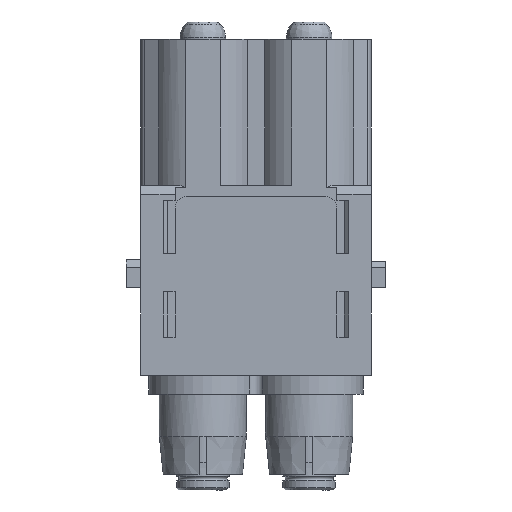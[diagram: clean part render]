
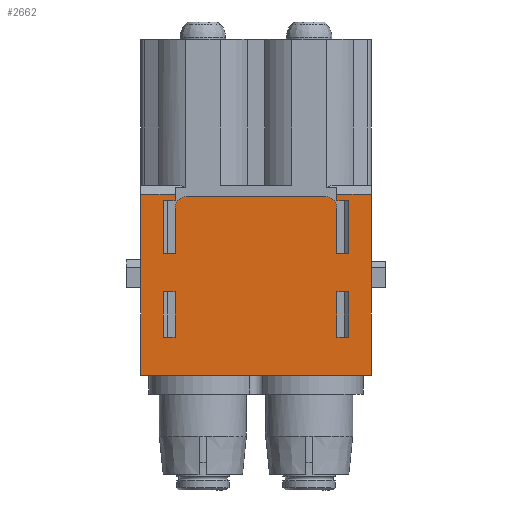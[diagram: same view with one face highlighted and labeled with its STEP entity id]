
A CAD part, left-side view. The second image highlights one B-rep face of the part: STEP entity #2662.
In plain terms, the highlighted planar face has unit normal (-1, 0, 0).
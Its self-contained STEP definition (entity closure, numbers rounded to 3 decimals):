
#2662=ADVANCED_FACE('',(#3153,#3154,#3155),#2939,.T.);
#2939=PLANE('',#9503);
#3153=FACE_BOUND('',#3435,.T.);
#3154=FACE_BOUND('',#3436,.T.);
#3155=FACE_BOUND('',#3437,.T.);
#3435=EDGE_LOOP('',(#4597,#4598,#4599,#4600,#4601,#4602,#4603,#4604,#4605,
#4606,#4607,#4608,#4609,#4610,#4611,#4612,#4613,#4614));
#3436=EDGE_LOOP('',(#4615,#4616,#4617,#4618));
#3437=EDGE_LOOP('',(#4619,#4620,#4621,#4622));
#4597=ORIENTED_EDGE('',*,*,#6447,.T.);
#4598=ORIENTED_EDGE('',*,*,#6231,.T.);
#4599=ORIENTED_EDGE('',*,*,#6228,.T.);
#4600=ORIENTED_EDGE('',*,*,#6223,.T.);
#4601=ORIENTED_EDGE('',*,*,#6219,.T.);
#4602=ORIENTED_EDGE('',*,*,#6216,.T.);
#4603=ORIENTED_EDGE('',*,*,#6117,.F.);
#4604=ORIENTED_EDGE('',*,*,#6448,.T.);
#4605=ORIENTED_EDGE('',*,*,#6196,.T.);
#4606=ORIENTED_EDGE('',*,*,#6203,.T.);
#4607=ORIENTED_EDGE('',*,*,#6187,.T.);
#4608=ORIENTED_EDGE('',*,*,#6191,.T.);
#4609=ORIENTED_EDGE('',*,*,#6182,.T.);
#4610=ORIENTED_EDGE('',*,*,#6192,.T.);
#4611=ORIENTED_EDGE('',*,*,#6449,.T.);
#4612=ORIENTED_EDGE('',*,*,#6450,.T.);
#4613=ORIENTED_EDGE('',*,*,#6451,.T.);
#4614=ORIENTED_EDGE('',*,*,#6452,.T.);
#4615=ORIENTED_EDGE('',*,*,#6165,.T.);
#4616=ORIENTED_EDGE('',*,*,#6453,.T.);
#4617=ORIENTED_EDGE('',*,*,#6161,.T.);
#4618=ORIENTED_EDGE('',*,*,#6164,.T.);
#4619=ORIENTED_EDGE('',*,*,#6011,.T.);
#4620=ORIENTED_EDGE('',*,*,#6454,.T.);
#4621=ORIENTED_EDGE('',*,*,#6016,.T.);
#4622=ORIENTED_EDGE('',*,*,#6007,.T.);
#5419=VERTEX_POINT('',#11904);
#5421=VERTEX_POINT('',#11908);
#5424=VERTEX_POINT('',#11916);
#5427=VERTEX_POINT('',#11925);
#5500=VERTEX_POINT('',#12133);
#5501=VERTEX_POINT('',#12137);
#5521=VERTEX_POINT('',#12231);
#5522=VERTEX_POINT('',#12233);
#5523=VERTEX_POINT('',#12237);
#5524=VERTEX_POINT('',#12241);
#5535=VERTEX_POINT('',#12278);
#5537=VERTEX_POINT('',#12282);
#5541=VERTEX_POINT('',#12293);
#5542=VERTEX_POINT('',#12295);
#5544=VERTEX_POINT('',#12304);
#5547=VERTEX_POINT('',#12311);
#5548=VERTEX_POINT('',#12313);
#5556=VERTEX_POINT('',#12353);
#5557=VERTEX_POINT('',#12358);
#5559=VERTEX_POINT('',#12364);
#5564=VERTEX_POINT('',#12378);
#5566=VERTEX_POINT('',#12383);
#5717=VERTEX_POINT('',#13140);
#5718=VERTEX_POINT('',#13143);
#5719=VERTEX_POINT('',#13145);
#5720=VERTEX_POINT('',#13147);
#6007=EDGE_CURVE('',#5419,#5421,#7430,.T.);
#6011=EDGE_CURVE('',#5421,#5424,#7434,.T.);
#6016=EDGE_CURVE('',#5427,#5419,#7439,.T.);
#6117=EDGE_CURVE('',#5501,#5500,#7521,.T.);
#6161=EDGE_CURVE('',#5522,#5521,#7560,.T.);
#6164=EDGE_CURVE('',#5521,#5523,#7563,.T.);
#6165=EDGE_CURVE('',#5523,#5524,#7564,.T.);
#6182=EDGE_CURVE('',#5535,#5537,#7576,.T.);
#6187=EDGE_CURVE('',#5542,#5541,#7581,.T.);
#6191=EDGE_CURVE('',#5541,#5535,#7585,.T.);
#6192=EDGE_CURVE('',#5537,#5544,#7586,.T.);
#6196=EDGE_CURVE('',#5548,#5547,#7590,.T.);
#6203=EDGE_CURVE('',#5547,#5542,#7597,.T.);
#6216=EDGE_CURVE('',#5556,#5500,#7606,.T.);
#6219=EDGE_CURVE('',#5557,#5556,#7609,.T.);
#6223=EDGE_CURVE('',#5559,#5557,#7613,.T.);
#6228=EDGE_CURVE('',#5564,#5559,#7618,.T.);
#6231=EDGE_CURVE('',#5566,#5564,#7621,.T.);
#6447=EDGE_CURVE('',#5717,#5566,#7703,.T.);
#6448=EDGE_CURVE('',#5501,#5548,#7704,.T.);
#6449=EDGE_CURVE('',#5544,#5718,#7705,.T.);
#6450=EDGE_CURVE('',#5718,#5719,#6953,.T.);
#6451=EDGE_CURVE('',#5719,#5720,#7706,.T.);
#6452=EDGE_CURVE('',#5720,#5717,#6954,.T.);
#6453=EDGE_CURVE('',#5524,#5522,#7707,.T.);
#6454=EDGE_CURVE('',#5424,#5427,#7708,.T.);
#6953=CIRCLE('',#9501,1.5);
#6954=CIRCLE('',#9502,1.5);
#7430=LINE('',#11909,#8110);
#7434=LINE('',#11917,#8114);
#7439=LINE('',#11927,#8119);
#7521=LINE('',#12138,#8201);
#7560=LINE('',#12232,#8240);
#7563=LINE('',#12238,#8243);
#7564=LINE('',#12240,#8244);
#7576=LINE('',#12283,#8256);
#7581=LINE('',#12294,#8261);
#7585=LINE('',#12301,#8265);
#7586=LINE('',#12303,#8266);
#7590=LINE('',#12312,#8270);
#7597=LINE('',#12323,#8277);
#7606=LINE('',#12355,#8286);
#7609=LINE('',#12361,#8289);
#7613=LINE('',#12369,#8293);
#7618=LINE('',#12379,#8298);
#7621=LINE('',#12385,#8301);
#7703=LINE('',#13139,#8383);
#7704=LINE('',#13141,#8384);
#7705=LINE('',#13142,#8385);
#7706=LINE('',#13146,#8386);
#7707=LINE('',#13149,#8387);
#7708=LINE('',#13150,#8388);
#8110=VECTOR('',#9950,1.);
#8114=VECTOR('',#9956,1.);
#8119=VECTOR('',#9965,1.);
#8201=VECTOR('',#10141,1.);
#8240=VECTOR('',#10234,1.);
#8243=VECTOR('',#10239,1.);
#8244=VECTOR('',#10242,1.);
#8256=VECTOR('',#10272,1.);
#8261=VECTOR('',#10281,1.);
#8265=VECTOR('',#10287,1.);
#8266=VECTOR('',#10290,1.);
#8270=VECTOR('',#10296,1.);
#8277=VECTOR('',#10305,1.);
#8286=VECTOR('',#10332,1.);
#8289=VECTOR('',#10337,1.);
#8293=VECTOR('',#10343,1.);
#8298=VECTOR('',#10352,1.);
#8301=VECTOR('',#10357,1.);
#8383=VECTOR('',#10835,1.);
#8384=VECTOR('',#10836,1.);
#8385=VECTOR('',#10837,1.);
#8386=VECTOR('',#10840,1.);
#8387=VECTOR('',#10843,1.);
#8388=VECTOR('',#10844,1.);
#9501=AXIS2_PLACEMENT_3D('',#13144,#10838,#10839);
#9502=AXIS2_PLACEMENT_3D('',#13148,#10841,#10842);
#9503=AXIS2_PLACEMENT_3D('',#13151,#10845,#10846);
#9950=DIRECTION('',(0.,0.,1.));
#9956=DIRECTION('',(0.,-1.,0.));
#9965=DIRECTION('',(0.,1.,0.));
#10141=DIRECTION('',(0.,0.,1.));
#10234=DIRECTION('',(0.,-1.,0.));
#10239=DIRECTION('',(0.,0.,-1.));
#10242=DIRECTION('',(0.,1.,0.));
#10272=DIRECTION('',(0.,0.,-1.));
#10281=DIRECTION('',(0.,0.,-1.));
#10287=DIRECTION('',(0.,-1.,0.));
#10290=DIRECTION('',(0.,1.,0.));
#10296=DIRECTION('',(0.,0.,1.));
#10305=DIRECTION('',(0.,1.,0.));
#10332=DIRECTION('',(0.,1.,0.));
#10337=DIRECTION('',(0.,0.,1.));
#10343=DIRECTION('',(0.,-1.,0.));
#10352=DIRECTION('',(0.,0.,1.));
#10357=DIRECTION('',(0.,1.,0.));
#10835=DIRECTION('',(0.,0.,-1.));
#10836=DIRECTION('',(0.,-1.,0.));
#10837=DIRECTION('',(0.,0.,1.));
#10838=DIRECTION('',(-1.,0.,0.));
#10839=DIRECTION('',(0.,-1.,0.));
#10840=DIRECTION('',(0.,1.,0.));
#10841=DIRECTION('',(-1.,0.,0.));
#10842=DIRECTION('',(0.,0.,1.));
#10843=DIRECTION('',(0.,0.,1.));
#10844=DIRECTION('',(0.,0.,-1.));
#10845=DIRECTION('',(-1.,0.,0.));
#10846=DIRECTION('',(0.,1.,0.));
#11904=CARTESIAN_POINT('',(-7.3,12.2,-6.5));
#11908=CARTESIAN_POINT('',(-7.3,12.2,-0.5));
#11909=CARTESIAN_POINT('',(-7.3,12.2,-6.5));
#11916=CARTESIAN_POINT('',(-7.3,10.65,-0.5));
#11917=CARTESIAN_POINT('',(-7.3,12.2,-0.5));
#11925=CARTESIAN_POINT('',(-7.3,10.65,-6.5));
#11927=CARTESIAN_POINT('',(-7.3,10.65,-6.5));
#12133=CARTESIAN_POINT('',(-7.3,15.15,12.3));
#12137=CARTESIAN_POINT('',(-7.3,15.15,-11.5));
#12138=CARTESIAN_POINT('',(-7.3,15.15,-11.5));
#12231=CARTESIAN_POINT('',(-7.3,-12.2,-0.5));
#12232=CARTESIAN_POINT('',(-7.3,-10.65,-0.5));
#12233=CARTESIAN_POINT('',(-7.3,-10.65,-0.5));
#12237=CARTESIAN_POINT('',(-7.3,-12.2,-6.5));
#12238=CARTESIAN_POINT('',(-7.3,-12.2,-0.5));
#12240=CARTESIAN_POINT('',(-7.3,-12.2,-6.5));
#12241=CARTESIAN_POINT('',(-7.3,-10.65,-6.5));
#12278=CARTESIAN_POINT('',(-7.3,-12.2,11.5));
#12282=CARTESIAN_POINT('',(-7.3,-12.2,4.5));
#12283=CARTESIAN_POINT('',(-7.3,-12.2,11.5));
#12293=CARTESIAN_POINT('',(-7.3,-10.65,11.5));
#12294=CARTESIAN_POINT('',(-7.3,-10.65,12.3));
#12295=CARTESIAN_POINT('',(-7.3,-10.65,12.3));
#12301=CARTESIAN_POINT('',(-7.3,-10.65,11.5));
#12303=CARTESIAN_POINT('',(-7.3,-12.2,4.5));
#12304=CARTESIAN_POINT('',(-7.3,-10.65,4.5));
#12311=CARTESIAN_POINT('',(-7.3,-15.15,12.3));
#12312=CARTESIAN_POINT('',(-7.3,-15.15,-11.5));
#12313=CARTESIAN_POINT('',(-7.3,-15.15,-11.5));
#12323=CARTESIAN_POINT('',(-7.3,-15.15,12.3));
#12353=CARTESIAN_POINT('',(-7.3,10.65,12.3));
#12355=CARTESIAN_POINT('',(-7.3,10.65,12.3));
#12358=CARTESIAN_POINT('',(-7.3,10.65,11.5));
#12361=CARTESIAN_POINT('',(-7.3,10.65,11.5));
#12364=CARTESIAN_POINT('',(-7.3,12.2,11.5));
#12369=CARTESIAN_POINT('',(-7.3,12.2,11.5));
#12378=CARTESIAN_POINT('',(-7.3,12.2,4.5));
#12379=CARTESIAN_POINT('',(-7.3,12.2,4.5));
#12383=CARTESIAN_POINT('',(-7.3,10.65,4.5));
#12385=CARTESIAN_POINT('',(-7.3,10.65,4.5));
#13139=CARTESIAN_POINT('',(-7.3,10.65,13.31));
#13140=CARTESIAN_POINT('',(-7.3,10.65,10.5));
#13141=CARTESIAN_POINT('',(-7.3,10.55,-11.5));
#13142=CARTESIAN_POINT('',(-7.3,-10.65,13.31));
#13143=CARTESIAN_POINT('',(-7.3,-10.65,10.5));
#13144=CARTESIAN_POINT('',(-7.3,-9.15,10.5));
#13145=CARTESIAN_POINT('',(-7.3,-9.15,12.));
#13146=CARTESIAN_POINT('',(-7.3,-9.05,12.));
#13147=CARTESIAN_POINT('',(-7.3,9.15,12.));
#13148=CARTESIAN_POINT('',(-7.3,9.15,10.5));
#13149=CARTESIAN_POINT('',(-7.3,-10.65,13.31));
#13150=CARTESIAN_POINT('',(-7.3,10.65,13.31));
#13151=CARTESIAN_POINT('',(-7.3,-10.55,12.1));
